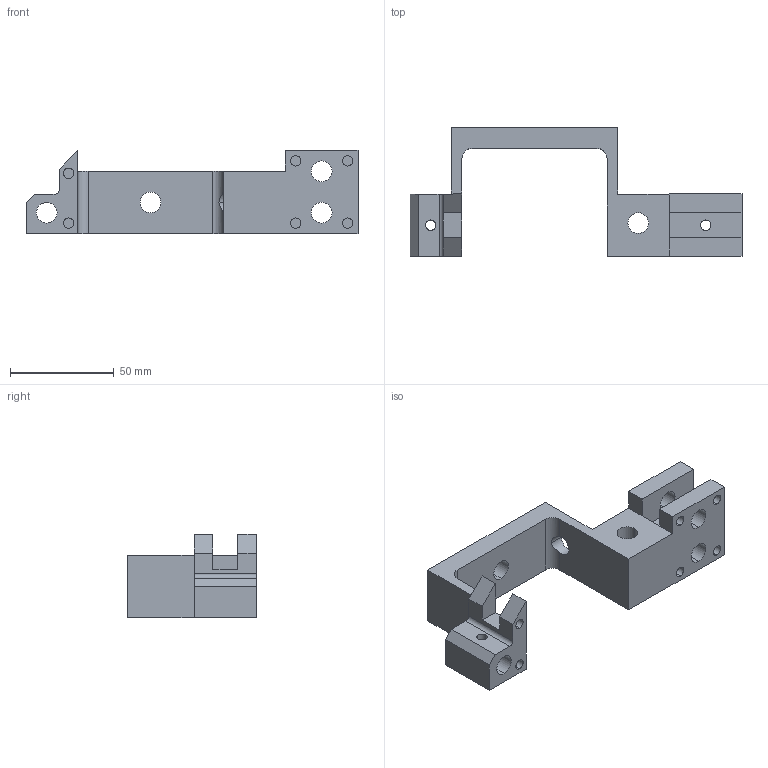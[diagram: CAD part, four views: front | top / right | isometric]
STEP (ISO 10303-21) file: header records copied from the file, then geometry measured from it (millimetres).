
FILE_DESCRIPTION (( 'STEP AP203' ), '1' );
FILE_NAME ('FixationBatiGauche.STEP', '2016-11-14T04:36:45', ( '' ), ( '' ), 'SwSTEP 2.0', 'SolidWorks 2014', '' );
FILE_SCHEMA (( 'CONFIG_CONTROL_DESIGN' ));
Length unit declared in the file: millimetre
Products named in the file (1): FixationBatiGauche
Bounding box: 160 x 62 x 40 mm (x, y, z)
Volume: 91330.9 mm3; surface area: 30423.3 mm2
Topology: 1 solids, 1 shells, 75 faces, 226 edges, 150 vertices
Faces by surface type: plane 38, cylinder 37
Entity records: 2841 total; most frequent: CARTESIAN_POINT 614, ORIENTED_EDGE 452, DIRECTION 438, EDGE_CURVE 226, VERTEX_POINT 150, AXIS2_PLACEMENT_3D 146, LINE 146, VECTOR 146
